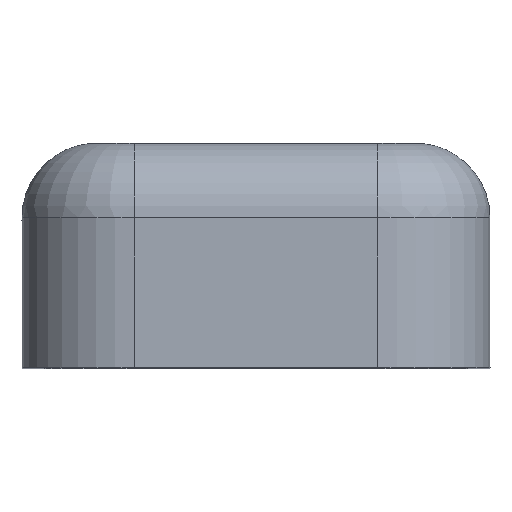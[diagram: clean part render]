
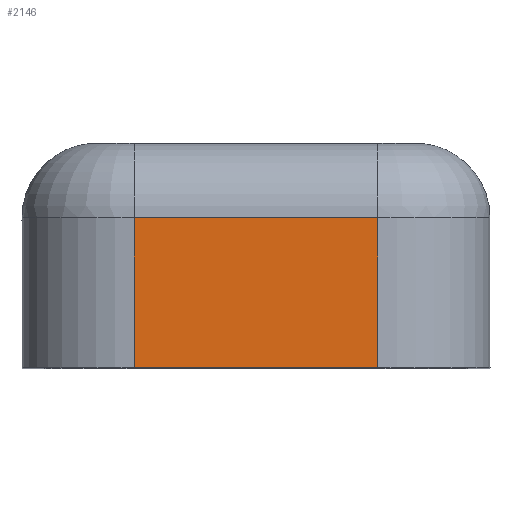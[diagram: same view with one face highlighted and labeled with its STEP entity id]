
A CAD part, top view. The second image highlights one B-rep face of the part: STEP entity #2146.
In plain terms, the highlighted planar face has unit normal (0, 0, 1).
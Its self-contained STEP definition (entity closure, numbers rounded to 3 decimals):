
#74 = DIRECTION ( 'NONE',  ( 1., 0., 0. ) ) ;
#161 = CARTESIAN_POINT ( 'NONE',  ( 1.625, -1., 4.35 ) ) ;
#211 = DIRECTION ( 'NONE',  ( 0., -1., 0. ) ) ;
#336 = LINE ( 'NONE', #941, #1969 ) ;
#350 = VERTEX_POINT ( 'NONE', #161 ) ;
#414 = VERTEX_POINT ( 'NONE', #1656 ) ;
#434 = EDGE_CURVE ( 'NONE', #350, #1559, #1850, .T. ) ;
#467 = CARTESIAN_POINT ( 'NONE',  ( -1.625, -1., 4.35 ) ) ;
#498 = EDGE_CURVE ( 'NONE', #414, #1559, #1161, .T. ) ;
#539 = FACE_OUTER_BOUND ( 'NONE', #1154, .T. ) ;
#548 = CARTESIAN_POINT ( 'NONE',  ( 1.625, 0., 4.35 ) ) ;
#550 = DIRECTION ( 'NONE',  ( 0., 0., 1. ) ) ;
#552 = ORIENTED_EDGE ( 'NONE', *, *, #1668, .F. ) ;
#571 = DIRECTION ( 'NONE',  ( 0., -1., 0. ) ) ;
#809 = CARTESIAN_POINT ( 'NONE',  ( -1.625, -3., 4.35 ) ) ;
#876 = ORIENTED_EDGE ( 'NONE', *, *, #1900, .T. ) ;
#941 = CARTESIAN_POINT ( 'NONE',  ( -1.625, 0., 4.35 ) ) ;
#954 = VECTOR ( 'NONE', #958, 1000. ) ;
#958 = DIRECTION ( 'NONE',  ( 1., 0., 0. ) ) ;
#1103 = ORIENTED_EDGE ( 'NONE', *, *, #434, .F. ) ;
#1154 = EDGE_LOOP ( 'NONE', ( #1209, #1103, #552, #876 ) ) ;
#1161 = LINE ( 'NONE', #809, #1258 ) ;
#1180 = CARTESIAN_POINT ( 'NONE',  ( -1.625, -1., 4.35 ) ) ;
#1209 = ORIENTED_EDGE ( 'NONE', *, *, #498, .T. ) ;
#1258 = VECTOR ( 'NONE', #74, 1000. ) ;
#1445 = VERTEX_POINT ( 'NONE', #1180 ) ;
#1518 = CARTESIAN_POINT ( 'NONE',  ( -1.625, 0., 4.35 ) ) ;
#1546 = PLANE ( 'NONE',  #1779 ) ;
#1559 = VERTEX_POINT ( 'NONE', #2061 ) ;
#1583 = DIRECTION ( 'NONE',  ( 0., -1., 0. ) ) ;
#1656 = CARTESIAN_POINT ( 'NONE',  ( -1.625, -3., 4.35 ) ) ;
#1668 = EDGE_CURVE ( 'NONE', #1445, #350, #2099, .T. ) ;
#1779 = AXIS2_PLACEMENT_3D ( 'NONE', #1518, #550, #211 ) ;
#1850 = LINE ( 'NONE', #548, #2014 ) ;
#1900 = EDGE_CURVE ( 'NONE', #1445, #414, #336, .T. ) ;
#1969 = VECTOR ( 'NONE', #1583, 1000. ) ;
#2014 = VECTOR ( 'NONE', #571, 1000. ) ;
#2061 = CARTESIAN_POINT ( 'NONE',  ( 1.625, -3., 4.35 ) ) ;
#2099 = LINE ( 'NONE', #467, #954 ) ;
#2146 = ADVANCED_FACE ( 'NONE', ( #539 ), #1546, .T. ) ;
